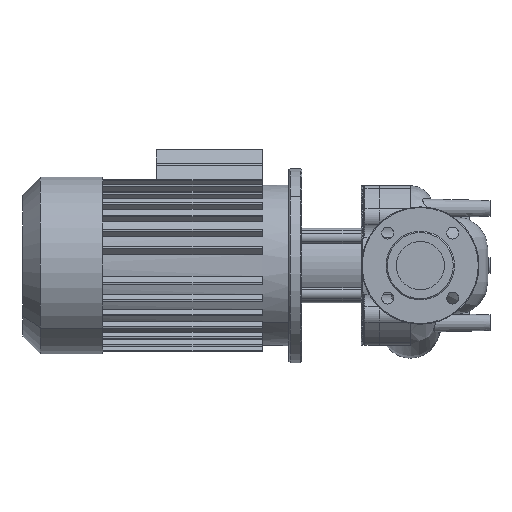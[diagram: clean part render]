
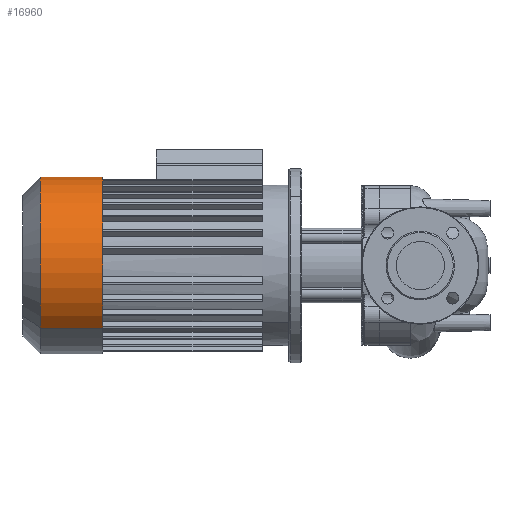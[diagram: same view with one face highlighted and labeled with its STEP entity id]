
A CAD part, left-side view. The second image highlights one B-rep face of the part: STEP entity #16960.
In plain terms, the highlighted cylindrical face has radius 139.5 mm (diameter 279 mm), a partial arc.
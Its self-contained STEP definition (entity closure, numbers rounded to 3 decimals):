
#12566=CARTESIAN_POINT('',(313.641,501.0,98.641));
#12567=VERTEX_POINT('',#12566);
#12568=CARTESIAN_POINT('',(313.641,599.1,98.641));
#12569=VERTEX_POINT('',#12568);
#12570=CARTESIAN_POINT('',(313.641,501.0,98.641));
#12571=DIRECTION('',(0.0,1.0,0.0));
#12572=VECTOR('',#12571,98.1);
#12573=LINE('',#12570,#12572);
#12574=EDGE_CURVE('',#12567,#12569,#12573,.T.);
#12576=CARTESIAN_POINT('',(116.359,501.0,-98.641));
#12577=VERTEX_POINT('',#12576);
#12585=CARTESIAN_POINT('',(116.359,599.1,-98.641));
#12586=VERTEX_POINT('',#12585);
#12587=CARTESIAN_POINT('',(116.359,501.0,-98.641));
#12588=DIRECTION('',(0.0,1.0,0.0));
#12589=VECTOR('',#12588,98.1);
#12590=LINE('',#12587,#12589);
#12591=EDGE_CURVE('',#12577,#12586,#12590,.T.);
#15509=CARTESIAN_POINT('',(215.0,501.0,0.0));
#15510=DIRECTION('',(0.0,1.0,0.0));
#15511=DIRECTION('',(0.707,0.0,0.707));
#15512=AXIS2_PLACEMENT_3D('',#15509,#15510,#15511);
#15513=CIRCLE('',#15512,139.5);
#15514=EDGE_CURVE('',#12577,#12567,#15513,.T.);
#16939=CARTESIAN_POINT('',(215.0,599.1,0.0));
#16940=DIRECTION('',(0.0,1.0,0.0));
#16941=DIRECTION('',(0.707,0.0,0.707));
#16942=AXIS2_PLACEMENT_3D('',#16939,#16940,#16941);
#16943=CIRCLE('',#16942,139.5);
#16944=EDGE_CURVE('',#12586,#12569,#16943,.T.);
#16949=CARTESIAN_POINT('',(215.0,627.0,0.0));
#16950=DIRECTION('',(0.0,-1.0,0.0));
#16951=DIRECTION('',(0.707,0.0,0.707));
#16952=AXIS2_PLACEMENT_3D('',#16949,#16950,#16951);
#16953=CYLINDRICAL_SURFACE('',#16952,139.5);
#16954=ORIENTED_EDGE('',*,*,#12574,.T.);
#16955=ORIENTED_EDGE('',*,*,#16944,.F.);
#16956=ORIENTED_EDGE('',*,*,#12591,.F.);
#16957=ORIENTED_EDGE('',*,*,#15514,.T.);
#16958=EDGE_LOOP('',(#16954,#16955,#16956,#16957));
#16959=FACE_OUTER_BOUND('',#16958,.T.);
#16960=ADVANCED_FACE('',(#16959),#16953,.T.);
